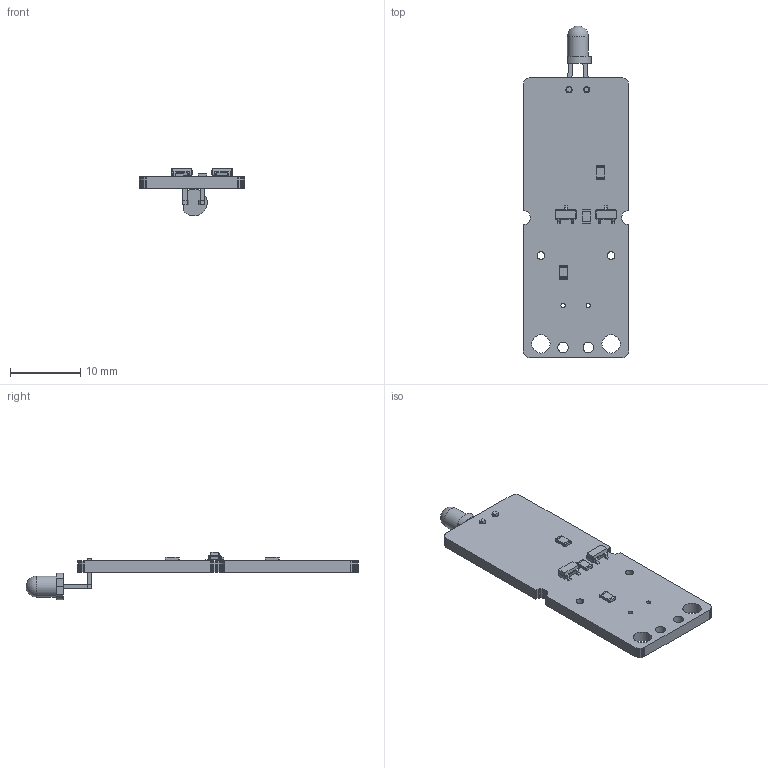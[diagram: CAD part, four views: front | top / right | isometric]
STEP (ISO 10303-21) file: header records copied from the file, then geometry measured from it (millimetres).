
FILE_DESCRIPTION(('KiCad electronic assembly'),'2;1');
FILE_NAME('InstrumentVisor.step','2023-12-26T17:55:15',('Pcbnew'),( 'Kicad'),'Open CASCADE STEP processor 7.7','KiCad to STEP converter' ,'Unknown');
FILE_SCHEMA(('AUTOMOTIVE_DESIGN { 1 0 10303 214 1 1 1 1 }'));
Length unit declared in the file: millimetre
Products named in the file (8): InstrumentVisor 1; R_0805_2012Metric; SOLID; SOT-23; LED_D3.0mm_Horizontal_O3.81mm_Z2.0mm; InstrumentVisor PCB
Assembly tree (10 placements, depth 3):
  InstrumentVisor 1
    R_0805_2012Metric  x3
      SOLID
    SOT-23  x2
      SOLID
    LED_D3.0mm_Horizontal_O3.81mm_Z2.0mm
      SOLID
    InstrumentVisor PCB
Bounding box: 15 x 47.36 x 6.79 mm (x, y, z)
Volume: 936.8 mm3; surface area: 1550.8 mm2
Topology: 6 solids, 7 shells, 347 faces, 886 edges, 552 vertices
Faces by surface type: plane 231, cylinder 61, bspline 54, sphere 1
Full cylindrical faces by diameter (mm): 0.6 x2, 0.9 x2, 1.1 x2, 1.5 x2, 2.6 x2, 3 x1
Entity records: 15238 total; most frequent: CARTESIAN_POINT 2917, DIRECTION 2028, LINE 1460, VECTOR 1460, ORIENTED_EDGE 1130, PCURVE 1130, DEFINITIONAL_REPRESENTATION 1130, EDGE_CURVE 565
